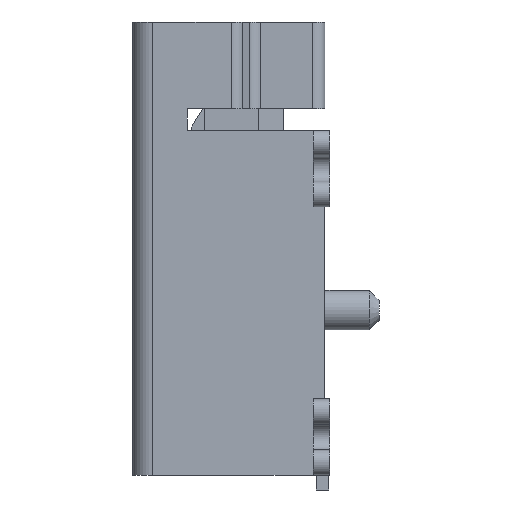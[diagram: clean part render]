
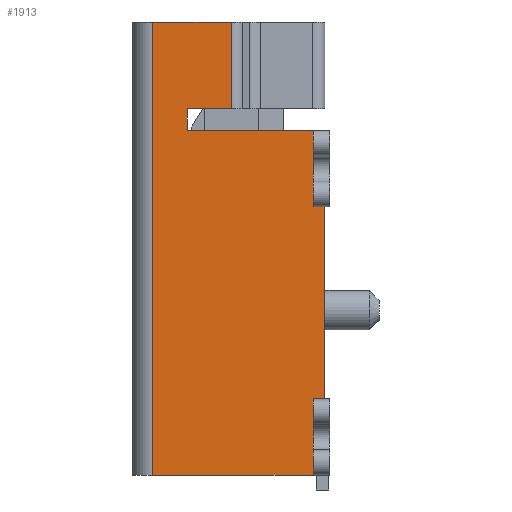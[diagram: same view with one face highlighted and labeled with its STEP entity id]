
A CAD part, left-side view. The second image highlights one B-rep face of the part: STEP entity #1913.
In plain terms, the highlighted planar face has unit normal (-1, 0, 0).
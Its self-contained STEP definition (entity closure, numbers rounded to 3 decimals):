
#42 = ORIENTED_EDGE ( 'NONE', *, *, #2204, .T. ) ;
#122 = CARTESIAN_POINT ( 'NONE',  ( -3.85, 2.8, -7.44 ) ) ;
#386 = CARTESIAN_POINT ( 'NONE',  ( -3.85, 3.5, -0.44 ) ) ;
#559 = VERTEX_POINT ( 'NONE', #2534 ) ;
#574 = CARTESIAN_POINT ( 'NONE',  ( -3.85, 0., -1.99 ) ) ;
#642 = DIRECTION ( 'NONE',  ( 0., -1., 0. ) ) ;
#678 = VERTEX_POINT ( 'NONE', #6198 ) ;
#758 = CARTESIAN_POINT ( 'NONE',  ( -3.85, 3.5, -7.44 ) ) ;
#810 = CARTESIAN_POINT ( 'NONE',  ( -3.85, 3.5, -7.44 ) ) ;
#821 = DIRECTION ( 'NONE',  ( 0., 0., -1. ) ) ;
#825 = LINE ( 'NONE', #7048, #4731 ) ;
#912 = VECTOR ( 'NONE', #1213, 1000. ) ;
#991 = EDGE_CURVE ( 'NONE', #1073, #3835, #8640, .T. ) ;
#1073 = VERTEX_POINT ( 'NONE', #2743 ) ;
#1081 = CARTESIAN_POINT ( 'NONE',  ( -3.85, 3.5, 1.76 ) ) ;
#1094 = EDGE_CURVE ( 'NONE', #3324, #1502, #8200, .T. ) ;
#1213 = DIRECTION ( 'NONE',  ( 0., 1., 0. ) ) ;
#1246 = VECTOR ( 'NONE', #6205, 1000. ) ;
#1427 = PLANE ( 'NONE',  #3376 ) ;
#1446 = LINE ( 'NONE', #122, #5250 ) ;
#1489 = DIRECTION ( 'NONE',  ( 0., 0., 1. ) ) ;
#1502 = VERTEX_POINT ( 'NONE', #2776 ) ;
#1577 = CARTESIAN_POINT ( 'NONE',  ( -3.85, 0.24, -1.99 ) ) ;
#1583 = VERTEX_POINT ( 'NONE', #4278 ) ;
#1633 = EDGE_CURVE ( 'NONE', #3835, #6400, #825, .T. ) ;
#1653 = VECTOR ( 'NONE', #821, 1000. ) ;
#1782 = EDGE_CURVE ( 'NONE', #678, #559, #5373, .T. ) ;
#1893 = DIRECTION ( 'NONE',  ( 0., -1., 0. ) ) ;
#1913 = ADVANCED_FACE ( 'NONE', ( #5456 ), #1427, .T. ) ;
#2204 = EDGE_CURVE ( 'NONE', #6011, #5001, #3189, .T. ) ;
#2534 = CARTESIAN_POINT ( 'NONE',  ( -3.85, 2.8, -0.44 ) ) ;
#2554 = EDGE_CURVE ( 'NONE', #6925, #6400, #7847, .T. ) ;
#2684 = CARTESIAN_POINT ( 'NONE',  ( -3.85, 0.24, -7.44 ) ) ;
#2743 = CARTESIAN_POINT ( 'NONE',  ( -3.85, 0.24, -5.89 ) ) ;
#2776 = CARTESIAN_POINT ( 'NONE',  ( -3.85, 1.9, 1.76 ) ) ;
#2795 = CARTESIAN_POINT ( 'NONE',  ( -3.85, 0.24, -7.44 ) ) ;
#2802 = EDGE_CURVE ( 'NONE', #6925, #678, #8320, .T. ) ;
#3189 = LINE ( 'NONE', #8642, #6252 ) ;
#3282 = CARTESIAN_POINT ( 'NONE',  ( -3.85, 3.5, -7.44 ) ) ;
#3324 = VERTEX_POINT ( 'NONE', #1081 ) ;
#3376 = AXIS2_PLACEMENT_3D ( 'NONE', #758, #6899, #8127 ) ;
#3835 = VERTEX_POINT ( 'NONE', #6618 ) ;
#3998 = EDGE_CURVE ( 'NONE', #5001, #1073, #4770, .T. ) ;
#4063 = LINE ( 'NONE', #6875, #1653 ) ;
#4067 = DIRECTION ( 'NONE',  ( 0., -1., 0. ) ) ;
#4278 = CARTESIAN_POINT ( 'NONE',  ( -3.85, 1.9, 0. ) ) ;
#4280 = DIRECTION ( 'NONE',  ( 0., 0., 1. ) ) ;
#4592 = EDGE_CURVE ( 'NONE', #6011, #3324, #4846, .T. ) ;
#4654 = DIRECTION ( 'NONE',  ( 0., -1., 0. ) ) ;
#4718 = LINE ( 'NONE', #7397, #8126 ) ;
#4731 = VECTOR ( 'NONE', #4987, 1000. ) ;
#4770 = LINE ( 'NONE', #2684, #5799 ) ;
#4846 = LINE ( 'NONE', #810, #1246 ) ;
#4987 = DIRECTION ( 'NONE',  ( 0., 0., 1. ) ) ;
#5001 = VERTEX_POINT ( 'NONE', #2795 ) ;
#5123 = VECTOR ( 'NONE', #1893, 1000. ) ;
#5173 = CARTESIAN_POINT ( 'NONE',  ( -3.85, 0.3, -1.99 ) ) ;
#5250 = VECTOR ( 'NONE', #1489, 1000. ) ;
#5373 = LINE ( 'NONE', #386, #912 ) ;
#5445 = EDGE_CURVE ( 'NONE', #1502, #1583, #4063, .T. ) ;
#5456 = FACE_OUTER_BOUND ( 'NONE', #5831, .T. ) ;
#5608 = CARTESIAN_POINT ( 'NONE',  ( -3.85, 0.24, -7.44 ) ) ;
#5615 = EDGE_CURVE ( 'NONE', #6079, #1583, #4718, .T. ) ;
#5683 = VECTOR ( 'NONE', #4280, 1000. ) ;
#5799 = VECTOR ( 'NONE', #7314, 1000. ) ;
#5824 = ORIENTED_EDGE ( 'NONE', *, *, #991, .T. ) ;
#5831 = EDGE_LOOP ( 'NONE', ( #6162, #5824, #7850, #7289, #6469, #8577, #7896, #8712, #6075, #7372, #5983, #42 ) ) ;
#5983 = ORIENTED_EDGE ( 'NONE', *, *, #4592, .F. ) ;
#6011 = VERTEX_POINT ( 'NONE', #3282 ) ;
#6075 = ORIENTED_EDGE ( 'NONE', *, *, #5445, .F. ) ;
#6079 = VERTEX_POINT ( 'NONE', #8606 ) ;
#6132 = VECTOR ( 'NONE', #8552, 1000. ) ;
#6162 = ORIENTED_EDGE ( 'NONE', *, *, #3998, .T. ) ;
#6189 = CARTESIAN_POINT ( 'NONE',  ( -3.85, 3.5, 1.76 ) ) ;
#6198 = CARTESIAN_POINT ( 'NONE',  ( -3.85, 0.24, -0.44 ) ) ;
#6205 = DIRECTION ( 'NONE',  ( 0., 0., 1. ) ) ;
#6252 = VECTOR ( 'NONE', #4654, 1000. ) ;
#6400 = VERTEX_POINT ( 'NONE', #574 ) ;
#6469 = ORIENTED_EDGE ( 'NONE', *, *, #2802, .T. ) ;
#6538 = CARTESIAN_POINT ( 'NONE',  ( -3.85, 0.3, -5.89 ) ) ;
#6618 = CARTESIAN_POINT ( 'NONE',  ( -3.85, 0., -5.89 ) ) ;
#6875 = CARTESIAN_POINT ( 'NONE',  ( -3.85, 1.9, 1.76 ) ) ;
#6899 = DIRECTION ( 'NONE',  ( -1., 0., 0. ) ) ;
#6925 = VERTEX_POINT ( 'NONE', #1577 ) ;
#6939 = EDGE_CURVE ( 'NONE', #559, #6079, #1446, .T. ) ;
#7004 = VECTOR ( 'NONE', #4067, 1000. ) ;
#7048 = CARTESIAN_POINT ( 'NONE',  ( -3.85, 0., -7.44 ) ) ;
#7289 = ORIENTED_EDGE ( 'NONE', *, *, #2554, .F. ) ;
#7314 = DIRECTION ( 'NONE',  ( 0., 0., 1. ) ) ;
#7372 = ORIENTED_EDGE ( 'NONE', *, *, #1094, .F. ) ;
#7397 = CARTESIAN_POINT ( 'NONE',  ( -3.85, 3.5, 0. ) ) ;
#7847 = LINE ( 'NONE', #5173, #5123 ) ;
#7850 = ORIENTED_EDGE ( 'NONE', *, *, #1633, .T. ) ;
#7896 = ORIENTED_EDGE ( 'NONE', *, *, #6939, .T. ) ;
#8126 = VECTOR ( 'NONE', #642, 1000. ) ;
#8127 = DIRECTION ( 'NONE',  ( 0., 0., 1. ) ) ;
#8200 = LINE ( 'NONE', #6189, #7004 ) ;
#8320 = LINE ( 'NONE', #5608, #5683 ) ;
#8552 = DIRECTION ( 'NONE',  ( 0., -1., 0. ) ) ;
#8577 = ORIENTED_EDGE ( 'NONE', *, *, #1782, .T. ) ;
#8606 = CARTESIAN_POINT ( 'NONE',  ( -3.85, 2.8, 0. ) ) ;
#8640 = LINE ( 'NONE', #6538, #6132 ) ;
#8642 = CARTESIAN_POINT ( 'NONE',  ( -3.85, 3.5, -7.44 ) ) ;
#8712 = ORIENTED_EDGE ( 'NONE', *, *, #5615, .T. ) ;
